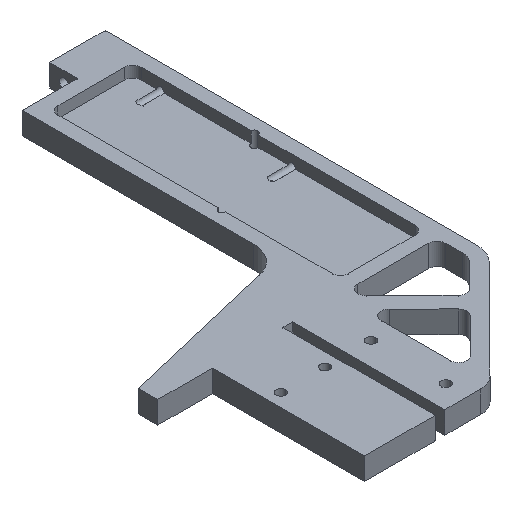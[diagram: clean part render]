
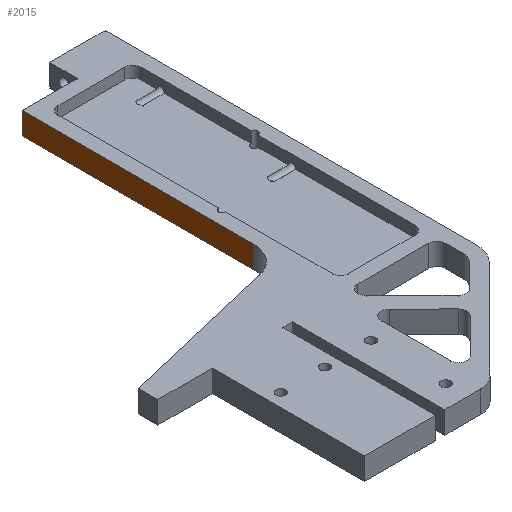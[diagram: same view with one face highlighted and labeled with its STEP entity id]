
A CAD part, isometric view. The second image highlights one B-rep face of the part: STEP entity #2015.
In plain terms, the highlighted planar face has unit normal (-1, 0, 0).
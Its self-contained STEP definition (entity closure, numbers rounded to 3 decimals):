
#148 = CARTESIAN_POINT ( 'NONE',  ( 8.463, 94.397, 0. ) ) ;
#218 = DIRECTION ( 'NONE',  ( 0., -1., 0. ) ) ;
#369 = CARTESIAN_POINT ( 'NONE',  ( 8.463, 10.703, 8. ) ) ;
#438 = VECTOR ( 'NONE', #762, 1000. ) ;
#489 = VECTOR ( 'NONE', #1125, 1000. ) ;
#576 = VERTEX_POINT ( 'NONE', #2071 ) ;
#620 = EDGE_CURVE ( 'NONE', #2522, #2597, #1843, .T. ) ;
#762 = DIRECTION ( 'NONE',  ( 0., 0., 1. ) ) ;
#794 = EDGE_CURVE ( 'NONE', #2597, #1687, #1673, .T. ) ;
#900 = ORIENTED_EDGE ( 'NONE', *, *, #1438, .F. ) ;
#921 = CARTESIAN_POINT ( 'NONE',  ( 8.463, 10.703, 0. ) ) ;
#1019 = DIRECTION ( 'NONE',  ( 0., 0., 1. ) ) ;
#1125 = DIRECTION ( 'NONE',  ( 0., -1., 0. ) ) ;
#1139 = CARTESIAN_POINT ( 'NONE',  ( 8.463, 2.006, 0. ) ) ;
#1145 = LINE ( 'NONE', #2078, #1679 ) ;
#1240 = FACE_OUTER_BOUND ( 'NONE', #1363, .T. ) ;
#1327 = EDGE_CURVE ( 'NONE', #576, #2522, #1711, .T. ) ;
#1363 = EDGE_LOOP ( 'NONE', ( #900, #2730, #2731, #1439 ) ) ;
#1391 = VECTOR ( 'NONE', #2876, 1000. ) ;
#1438 = EDGE_CURVE ( 'NONE', #576, #1687, #1145, .T. ) ;
#1439 = ORIENTED_EDGE ( 'NONE', *, *, #794, .T. ) ;
#1541 = AXIS2_PLACEMENT_3D ( 'NONE', #1976, #2614, #1019 ) ;
#1673 = LINE ( 'NONE', #2380, #438 ) ;
#1679 = VECTOR ( 'NONE', #218, 1000. ) ;
#1687 = VERTEX_POINT ( 'NONE', #369 ) ;
#1711 = LINE ( 'NONE', #2420, #1391 ) ;
#1843 = LINE ( 'NONE', #1139, #489 ) ;
#1976 = CARTESIAN_POINT ( 'NONE',  ( 8.463, 2.006, 0. ) ) ;
#2015 = ADVANCED_FACE ( 'NONE', ( #1240 ), #2178, .T. ) ;
#2071 = CARTESIAN_POINT ( 'NONE',  ( 8.463, 94.397, 8. ) ) ;
#2078 = CARTESIAN_POINT ( 'NONE',  ( 8.463, 2.006, 8. ) ) ;
#2178 = PLANE ( 'NONE',  #1541 ) ;
#2380 = CARTESIAN_POINT ( 'NONE',  ( 8.463, 10.703, 8. ) ) ;
#2420 = CARTESIAN_POINT ( 'NONE',  ( 8.463, 94.397, 0. ) ) ;
#2522 = VERTEX_POINT ( 'NONE', #148 ) ;
#2597 = VERTEX_POINT ( 'NONE', #921 ) ;
#2614 = DIRECTION ( 'NONE',  ( -1., 0., 0. ) ) ;
#2730 = ORIENTED_EDGE ( 'NONE', *, *, #1327, .T. ) ;
#2731 = ORIENTED_EDGE ( 'NONE', *, *, #620, .T. ) ;
#2876 = DIRECTION ( 'NONE',  ( 0., 0., -1. ) ) ;
